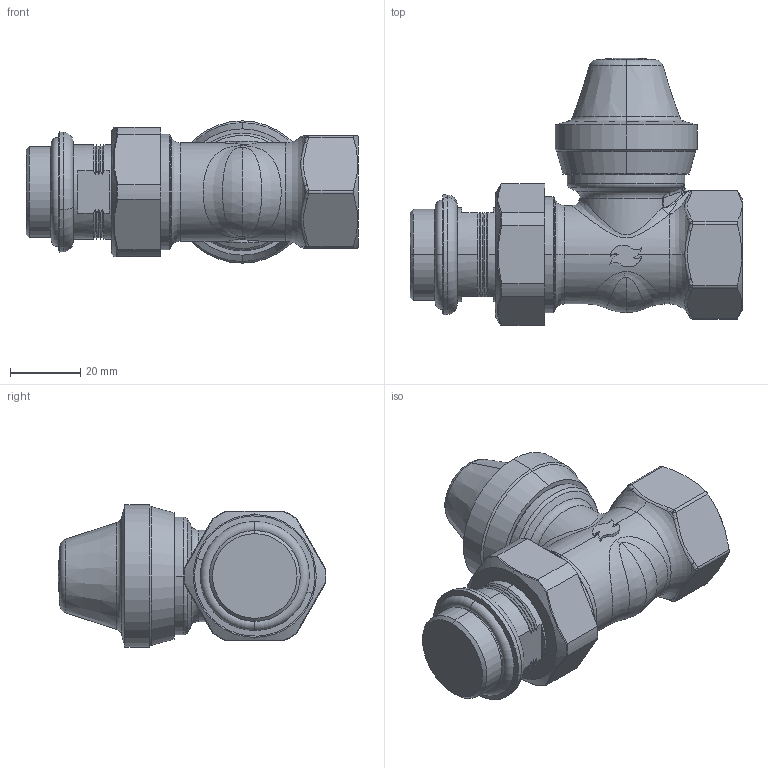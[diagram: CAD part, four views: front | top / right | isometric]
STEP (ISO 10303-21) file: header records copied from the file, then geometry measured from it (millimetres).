
FILE_DESCRIPTION (( 'STEP AP203' ), '1' );
FILE_NAME ('196UMSN34.STEP', '2023-05-15T08:30:09', ( '' ), ( '' ), 'SwSTEP 2.0', 'SolidWorks 2021', '' );
FILE_SCHEMA (( 'CONFIG_CONTROL_DESIGN' ));
Length unit declared in the file: millimetre
Products named in the file (1): 196UMSN34
Bounding box: 94.57 x 76.24 x 40.5 mm (x, y, z)
Volume: 106169.4 mm3; surface area: 17986.4 mm2
Topology: 1 solids, 1 shells, 226 faces, 577 edges, 348 vertices
Faces by surface type: cylinder 55, bspline 54, cone 53, plane 31, torus 24, sphere 9
Entity records: 9810 total; most frequent: CARTESIAN_POINT 4836, ORIENTED_EDGE 1130, DIRECTION 913, EDGE_CURVE 565, AXIS2_PLACEMENT_3D 394, VERTEX_POINT 347, EDGE_LOOP 232, FACE_OUTER_BOUND 226
